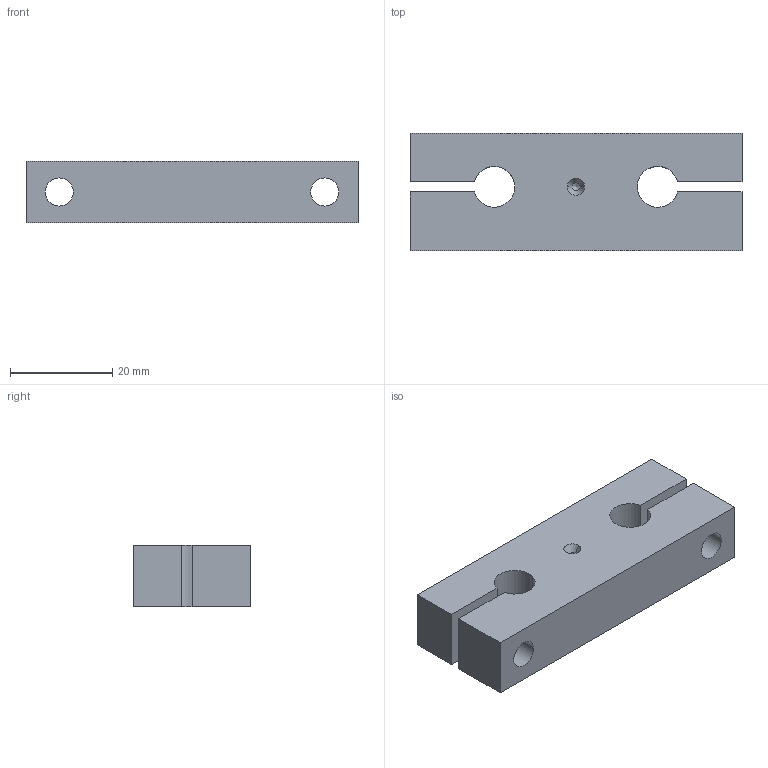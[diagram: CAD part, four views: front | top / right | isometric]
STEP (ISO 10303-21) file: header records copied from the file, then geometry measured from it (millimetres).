
FILE_DESCRIPTION( ( '' ), '1' );
FILE_NAME( 'taa_08_2_03.stp', '2008-04-10T06:38:05', ( '' ), ( '' ), ' ', ' ', ' ' );
FILE_SCHEMA( ( 'CONFIG_CONTROL_DESIGN' ) );
Length unit declared in the file: millimetre
Products named in the file (1): 1
Bounding box: 65 x 23 x 12 mm (x, y, z)
Volume: 14356.1 mm3; surface area: 6661 mm2
Topology: 1 solids, 1 shells, 36 faces, 92 edges, 59 vertices
Faces by surface type: cylinder 18, plane 14, cone 4
Entity records: 1148 total; most frequent: DIRECTION 202, CARTESIAN_POINT 186, ORIENTED_EDGE 180, EDGE_CURVE 90, AXIS2_PLACEMENT_3D 75, VERTEX_POINT 59, LINE 52, VECTOR 52
